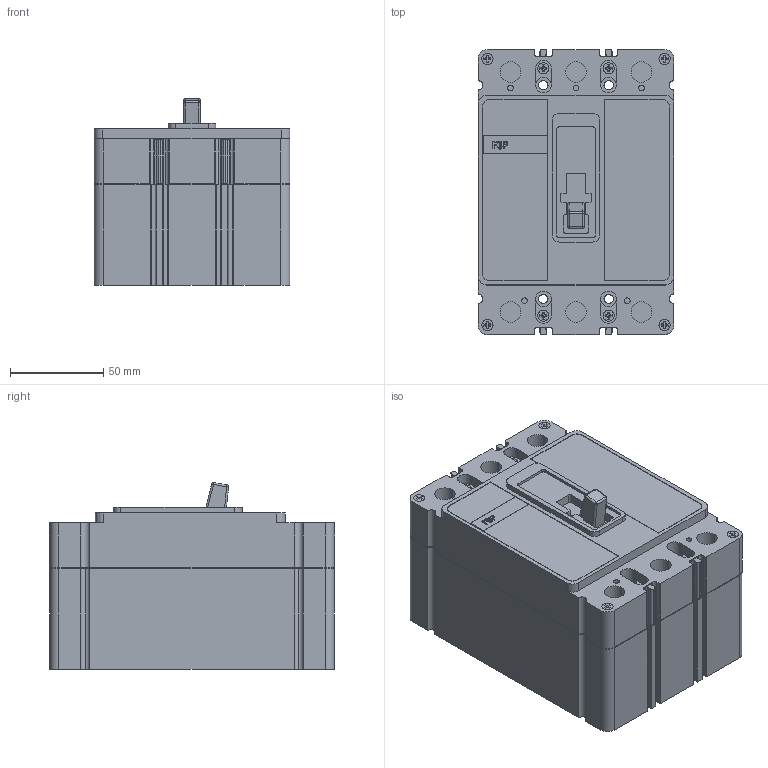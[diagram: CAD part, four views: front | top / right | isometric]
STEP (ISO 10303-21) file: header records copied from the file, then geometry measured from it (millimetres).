
FILE_DESCRIPTION (( 'STEP AP214' ), '1' );
FILE_NAME ('F3P-200-UVAC.STEP', '2013-11-06T18:25:31', ( '' ), ( '' ), 'SwSTEP 2.0', 'SolidWorks 2013', '' );
FILE_SCHEMA (( 'AUTOMOTIVE_DESIGN' ));
Length unit declared in the file: millimetre
Products named in the file (1): F3P-200-UVAC
Bounding box: 104.78 x 153 x 100.03 mm (x, y, z)
Volume: 1276835 mm3; surface area: 128991 mm2
Topology: 15 solids, 15 shells, 545 faces, 1443 edges, 954 vertices
Faces by surface type: plane 330, cylinder 191, bspline 19, sphere 5
Entity records: 22808 total; most frequent: CARTESIAN_POINT 4000, ORIENTED_EDGE 2878, DIRECTION 2830, EDGE_CURVE 1439, LINE 1018, VECTOR 1018, VERTEX_POINT 952, AXIS2_PLACEMENT_3D 906
